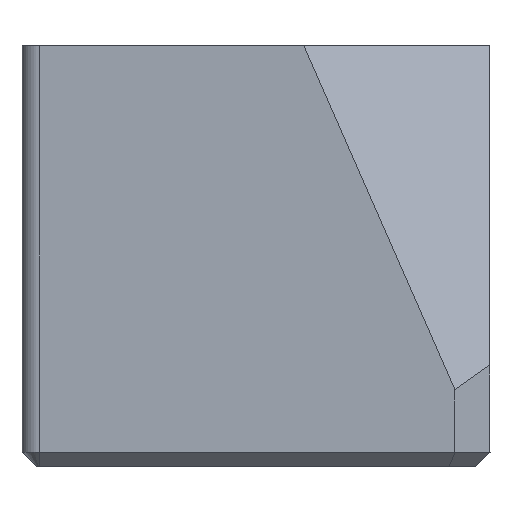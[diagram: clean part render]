
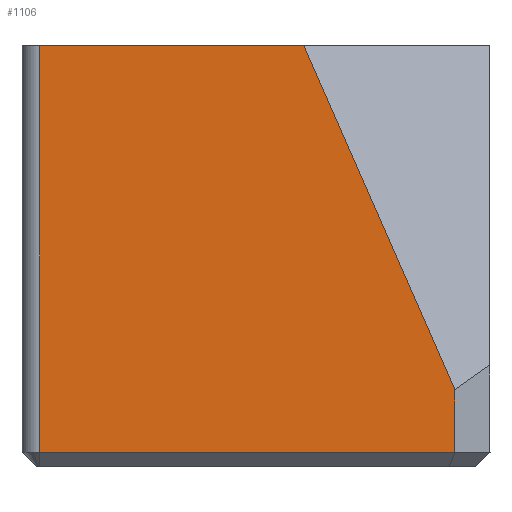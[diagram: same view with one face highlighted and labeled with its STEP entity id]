
A CAD part, left-side view. The second image highlights one B-rep face of the part: STEP entity #1106.
In plain terms, the highlighted planar face has unit normal (-1, 0, 0).
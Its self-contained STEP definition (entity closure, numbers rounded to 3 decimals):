
#68=PLANE('',#1230);
#134=FACE_OUTER_BOUND('',#204,.T.);
#204=EDGE_LOOP('',(#1020,#1021,#1022,#1023,#1024));
#272=LINE('',#1644,#382);
#310=LINE('',#1765,#420);
#327=LINE('',#1802,#437);
#329=LINE('',#1812,#439);
#354=LINE('',#1876,#464);
#382=VECTOR('',#1306,10.);
#420=VECTOR('',#1432,10.);
#437=VECTOR('',#1471,10.);
#439=VECTOR('',#1483,10.);
#464=VECTOR('',#1560,10.);
#490=VERTEX_POINT('',#1617);
#498=VERTEX_POINT('',#1643);
#537=VERTEX_POINT('',#1764);
#546=VERTEX_POINT('',#1800);
#549=VERTEX_POINT('',#1810);
#601=EDGE_CURVE('',#490,#498,#272,.T.);
#660=EDGE_CURVE('',#498,#537,#310,.T.);
#680=EDGE_CURVE('',#537,#546,#327,.T.);
#684=EDGE_CURVE('',#546,#549,#329,.T.);
#716=EDGE_CURVE('',#549,#490,#354,.T.);
#1020=ORIENTED_EDGE('',*,*,#716,.F.);
#1021=ORIENTED_EDGE('',*,*,#684,.F.);
#1022=ORIENTED_EDGE('',*,*,#680,.F.);
#1023=ORIENTED_EDGE('',*,*,#660,.F.);
#1024=ORIENTED_EDGE('',*,*,#601,.F.);
#1106=ADVANCED_FACE('',(#134),#68,.T.);
#1230=AXIS2_PLACEMENT_3D('',#1877,#1561,#1562);
#1306=DIRECTION('',(0.,0.,1.));
#1432=DIRECTION('',(0.,-1.,0.));
#1471=DIRECTION('',(0.,-0.402,-0.916));
#1483=DIRECTION('',(0.,0.,-1.));
#1560=DIRECTION('',(0.,1.,0.));
#1561=DIRECTION('center_axis',(-1.,0.,0.));
#1562=DIRECTION('ref_axis',(0.,-1.,0.));
#1617=CARTESIAN_POINT('',(-13.266,24.992,65.548));
#1643=CARTESIAN_POINT('',(-13.266,24.992,77.148));
#1644=CARTESIAN_POINT('',(-13.266,24.992,64.148));
#1764=CARTESIAN_POINT('',(-13.266,17.456,77.148));
#1765=CARTESIAN_POINT('',(-13.266,24.992,77.148));
#1800=CARTESIAN_POINT('',(-13.266,13.142,67.327));
#1802=CARTESIAN_POINT('',(-13.266,14.742,70.97));
#1810=CARTESIAN_POINT('',(-13.266,13.142,65.548));
#1812=CARTESIAN_POINT('',(-13.266,13.142,64.148));
#1876=CARTESIAN_POINT('',(-13.266,22.28,65.548));
#1877=CARTESIAN_POINT('Origin',(-13.266,24.992,64.148));
